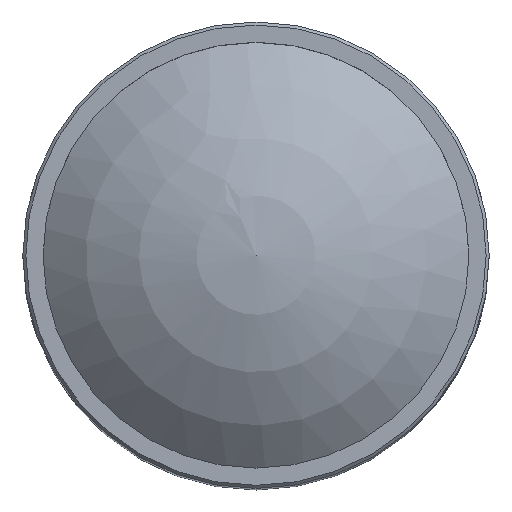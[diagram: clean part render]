
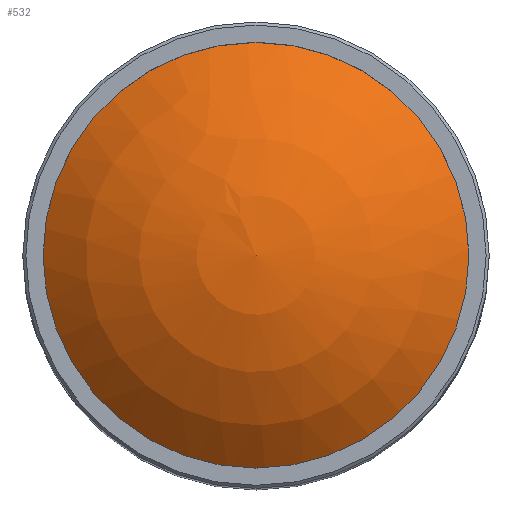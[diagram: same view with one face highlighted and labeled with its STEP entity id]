
A CAD part, top view. The second image highlights one B-rep face of the part: STEP entity #532.
In plain terms, the highlighted spherical face has radius 31.209 mm.
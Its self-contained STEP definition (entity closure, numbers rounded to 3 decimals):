
#28 = EDGE_LOOP ( 'NONE', ( #152 ) ) ;
#121 = CARTESIAN_POINT ( 'NONE',  ( 8.217, -19.816, -430. ) ) ;
#152 = ORIENTED_EDGE ( 'NONE', *, *, #662, .F. ) ;
#199 = DIRECTION ( 'NONE',  ( -0.383, 0.924, 0. ) ) ;
#305 = AXIS2_PLACEMENT_3D ( 'NONE', #306, #455, #601 ) ;
#306 = CARTESIAN_POINT ( 'NONE',  ( 0., 0., -430. ) ) ;
#392 = AXIS2_PLACEMENT_3D ( 'NONE', #860, #567, #199 ) ;
#455 = DIRECTION ( 'NONE',  ( 0., 0., -1. ) ) ;
#487 = FACE_OUTER_BOUND ( 'NONE', #28, .T. ) ;
#532 = ADVANCED_FACE ( 'NONE', ( #487 ), #864, .T. ) ;
#567 = DIRECTION ( 'NONE',  ( 0., 0., 1. ) ) ;
#601 = DIRECTION ( 'NONE',  ( 0.383, -0.924, 0. ) ) ;
#662 = EDGE_CURVE ( 'NONE', #772, #772, #723, .T. ) ;
#723 = CIRCLE ( 'NONE', #305, 21.452 ) ;
#772 = VERTEX_POINT ( 'NONE', #121 ) ;
#860 = CARTESIAN_POINT ( 'NONE',  ( 0., 0., -452.668 ) ) ;
#864 = SPHERICAL_SURFACE ( 'NONE', #392, 31.21 ) ;
